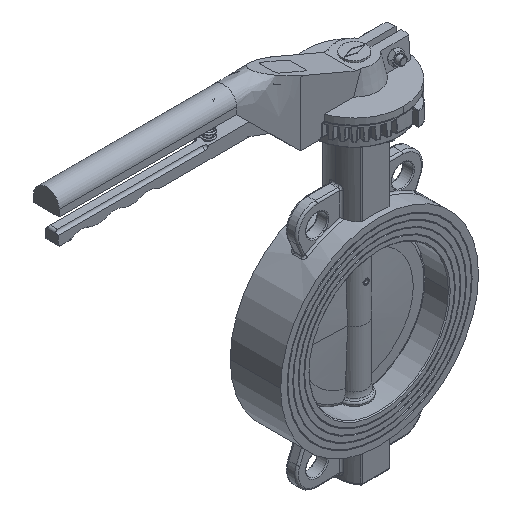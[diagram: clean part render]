
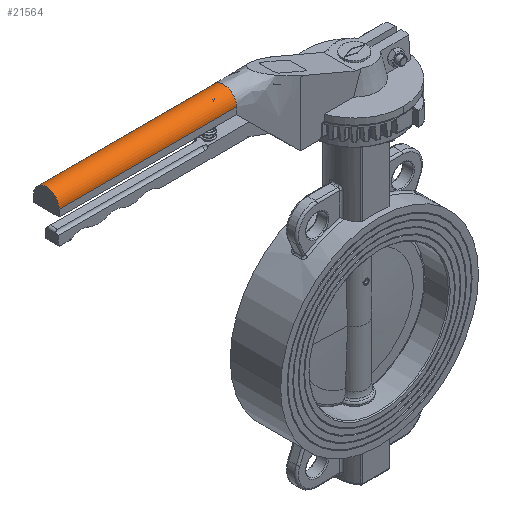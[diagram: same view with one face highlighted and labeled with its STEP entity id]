
A CAD part, isometric view. The second image highlights one B-rep face of the part: STEP entity #21564.
In plain terms, the highlighted cylindrical face has radius 13.75 mm (diameter 27.5 mm), a partial arc.
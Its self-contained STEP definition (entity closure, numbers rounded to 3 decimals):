
#21506=CARTESIAN_POINT('',(-330.,13.75,271.75));
#21507=VERTEX_POINT('',#21506);
#21514=CARTESIAN_POINT('',(-140.,13.75,271.75));
#21515=VERTEX_POINT('',#21514);
#21516=CARTESIAN_POINT('',(-140.,13.75,271.75));
#21517=DIRECTION('',(-1.,-0.,-0.));
#21518=VECTOR('',#21517,190.);
#21519=LINE('',#21516,#21518);
#21520=EDGE_CURVE('NONE',#21515,#21507,#21519,.T.);
#21532=CARTESIAN_POINT('',(-140.,0.,271.75));
#21533=DIRECTION('',(-1.,-0.,0.));
#21534=DIRECTION('',(0.,-1.,-0.));
#21535=AXIS2_PLACEMENT_3D('',#21532,#21533,#21534);
#21536=CYLINDRICAL_SURFACE('',#21535,13.75);
#21537=CARTESIAN_POINT('',(-330.,-13.75,271.75));
#21538=VERTEX_POINT('',#21537);
#21539=CARTESIAN_POINT('',(-330.,0.,271.75));
#21540=DIRECTION('',(1.,0.,-0.));
#21541=DIRECTION('',(0.,-1.,-0.));
#21542=AXIS2_PLACEMENT_3D('',#21539,#21540,#21541);
#21543=CIRCLE('',#21542,13.75);
#21544=EDGE_CURVE('NONE',#21507,#21538,#21543,.T.);
#21545=ORIENTED_EDGE('',*,*,#21544,.T.);
#21546=CARTESIAN_POINT('',(-140.,-13.75,271.75));
#21547=VERTEX_POINT('',#21546);
#21548=CARTESIAN_POINT('',(-140.,-13.75,271.75));
#21549=DIRECTION('',(-1.,-0.,-0.));
#21550=VECTOR('',#21549,190.);
#21551=LINE('',#21548,#21550);
#21552=EDGE_CURVE('NONE',#21547,#21538,#21551,.T.);
#21553=ORIENTED_EDGE('',*,*,#21552,.F.);
#21554=CARTESIAN_POINT('',(-140.,0.,271.75));
#21555=DIRECTION('',(1.,0.,-0.));
#21556=DIRECTION('',(0.,-1.,-0.));
#21557=AXIS2_PLACEMENT_3D('',#21554,#21555,#21556);
#21558=CIRCLE('',#21557,13.75);
#21559=EDGE_CURVE('NONE',#21515,#21547,#21558,.T.);
#21560=ORIENTED_EDGE('',*,*,#21559,.F.);
#21561=ORIENTED_EDGE('',*,*,#21520,.T.);
#21562=EDGE_LOOP('',(#21545,#21553,#21560,#21561));
#21563=FACE_BOUND('',#21562,.T.);
#21564=ADVANCED_FACE('NONE',(#21563),#21536,.T.);
